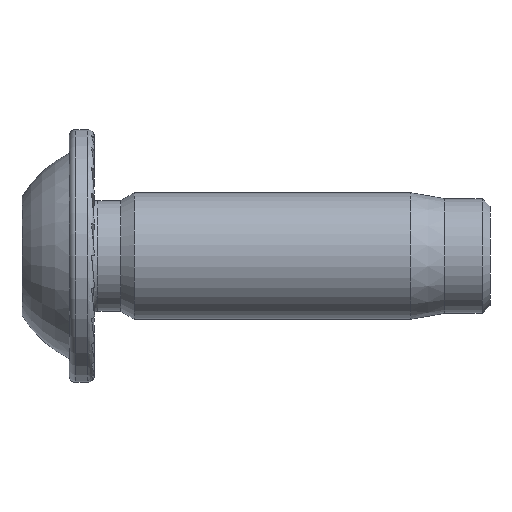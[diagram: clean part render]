
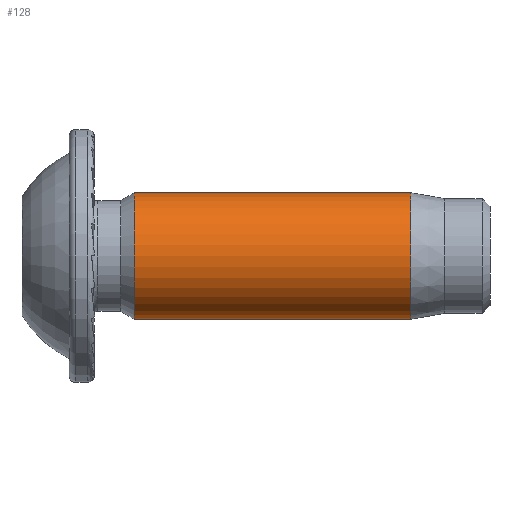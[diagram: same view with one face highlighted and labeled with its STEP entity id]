
A CAD part, left-side view. The second image highlights one B-rep face of the part: STEP entity #128.
In plain terms, the highlighted cylindrical face has radius 4 mm (diameter 8 mm), a partial arc.
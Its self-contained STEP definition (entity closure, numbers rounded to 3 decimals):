
#128=ADVANCED_FACE('',(#314),#315,.T.);
#314=FACE_OUTER_BOUND('',#575,.T.);
#315=CYLINDRICAL_SURFACE('',#576,4.0);
#575=EDGE_LOOP('',(#1247,#1248,#1249,#1250));
#576=AXIS2_PLACEMENT_3D('',#1251,#1252,#1253);
#1247=ORIENTED_EDGE('',*,*,#1865,.F.);
#1248=ORIENTED_EDGE('',*,*,#2053,.T.);
#1249=ORIENTED_EDGE('',*,*,#1866,.T.);
#1250=ORIENTED_EDGE('',*,*,#2054,.F.);
#1251=CARTESIAN_POINT('',(0.0,6.585,0.0));
#1252=DIRECTION('',(0.0,-1.0,0.0));
#1253=DIRECTION('',(0.0,0.0,1.0));
#1865=EDGE_CURVE('',#2262,#2258,#2264,.T.);
#1866=EDGE_CURVE('',#2261,#2256,#2265,.T.);
#2053=EDGE_CURVE('',#2262,#2261,#2594,.T.);
#2054=EDGE_CURVE('',#2258,#2256,#2595,.T.);
#2256=VERTEX_POINT('',#2978);
#2258=VERTEX_POINT('',#2981);
#2261=VERTEX_POINT('',#2985);
#2262=VERTEX_POINT('',#2986);
#2264=LINE('',#2988,#2989);
#2265=LINE('',#2990,#2991);
#2594=CIRCLE('',#3854,4.0);
#2595=CIRCLE('',#3855,4.0);
#2978=CARTESIAN_POINT('',(0.0,-2.5,4.0));
#2981=CARTESIAN_POINT('',(0.,-2.5,-4.0));
#2985=CARTESIAN_POINT('',(0.0,-20.0,4.0));
#2986=CARTESIAN_POINT('',(0.,-20.0,-4.0));
#2988=CARTESIAN_POINT('',(0.,6.585,-4.0));
#2989=VECTOR('',#4303,1000.0);
#2990=CARTESIAN_POINT('',(0.0,6.585,4.0));
#2991=VECTOR('',#4304,1000.0);
#3854=AXIS2_PLACEMENT_3D('',#4569,#4570,#4571);
#3855=AXIS2_PLACEMENT_3D('',#4572,#4573,#4574);
#4303=DIRECTION('',(-0.0,1.0,-0.0));
#4304=DIRECTION('',(-0.0,1.0,-0.0));
#4569=CARTESIAN_POINT('',(0.0,-20.0,0.0));
#4570=DIRECTION('',(-0.0,1.0,0.0));
#4571=DIRECTION('',(0.0,0.0,1.0));
#4572=CARTESIAN_POINT('',(0.0,-2.5,0.0));
#4573=DIRECTION('',(-0.0,1.0,0.0));
#4574=DIRECTION('',(0.0,0.0,1.0));
